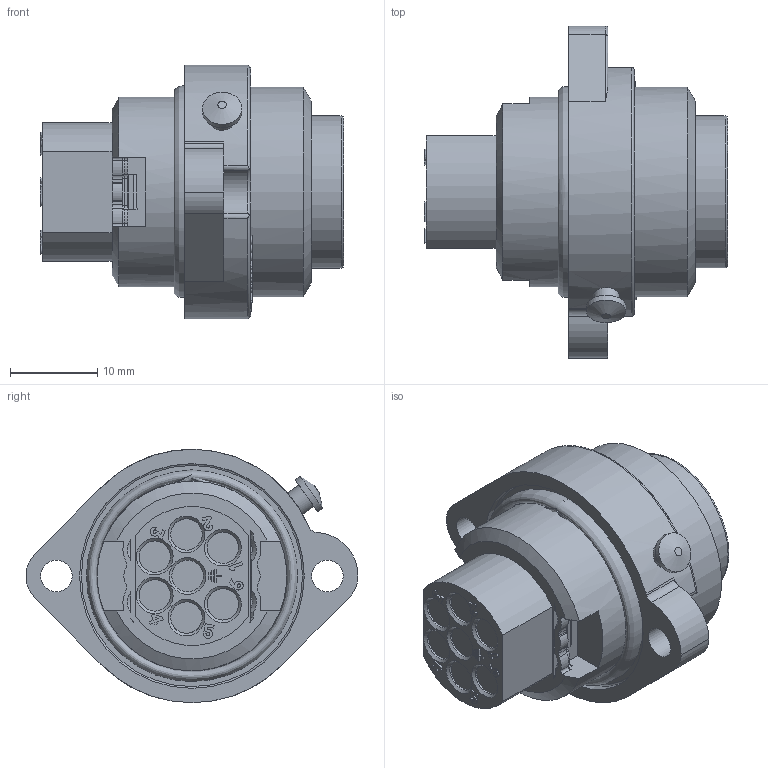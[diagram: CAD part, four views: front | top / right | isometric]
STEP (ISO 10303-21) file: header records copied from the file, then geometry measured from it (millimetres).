
FILE_DESCRIPTION(/* description */ (''),/* implementation_level */ '2;1');
FILE_NAME(/* name */ 'c016 10c006 000 12nxc001-01.stp',/* time_stamp */ '2019-07-08T07:46:04+02:00',/* author */ (''),/* organization */ (''),/* preprocessor_version */ 'ST-DEVELOPER v16.7',/* originating_system */ 'SIEMENS PLM Software NX 12.0',/* authorisation */ '');
FILE_SCHEMA (('AUTOMOTIVE_DESIGN { 1 0 10303 214 3 1 1 1 }'));
Length unit declared in the file: millimetre
Products named in the file (1): c016 10c006 000 12nxc001-01
Bounding box: 34.7 x 37.99 x 29 mm (x, y, z)
Volume: 11847.7 mm3; surface area: 7397.1 mm2
Topology: 2 solids, 10 shells, 988 faces, 2663 edges, 1759 vertices
Faces by surface type: plane 667, bspline 161, cylinder 128, cone 28, torus 2, revolution 2
Full cylindrical faces by diameter (mm): 0.36 x1, 0.384 x1, 2.85 x7, 3 x1, 3.6 x9, 4.5 x1, 13.7 x1, 17.4 x1, 21.7 x2, 24 x1, 25.7 x1
Entity records: 30556 total; most frequent: CARTESIAN_POINT 7415, ORIENTED_EDGE 5188, DIRECTION 4177, EDGE_CURVE 2594, LINE 1921, VECTOR 1921, VERTEX_POINT 1737, AXIS2_PLACEMENT_3D 1127
